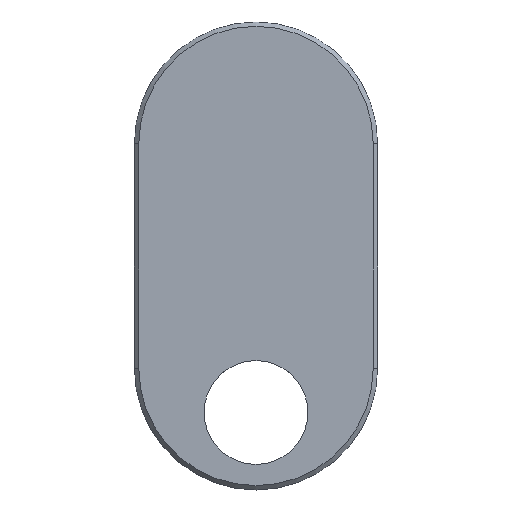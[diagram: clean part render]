
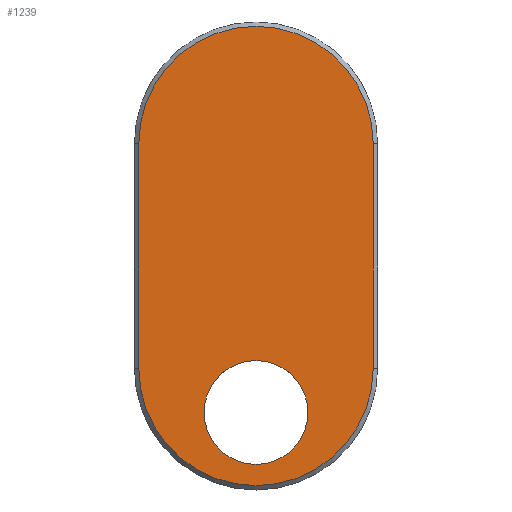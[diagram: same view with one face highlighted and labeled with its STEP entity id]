
A CAD part, top view. The second image highlights one B-rep face of the part: STEP entity #1239.
In plain terms, the highlighted planar face has unit normal (0, 0, 1).
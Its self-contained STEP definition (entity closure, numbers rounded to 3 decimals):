
#52=FACE_BOUND('',#219,.T.);
#82=CIRCLE('',#1346,21.45);
#84=CIRCLE('',#1350,21.45);
#89=CIRCLE('',#1358,9.5);
#141=FACE_OUTER_BOUND('',#218,.T.);
#218=EDGE_LOOP('',(#934,#935,#936,#937));
#219=EDGE_LOOP('',(#938));
#320=LINE('',#1972,#438);
#325=LINE('',#1986,#443);
#438=VECTOR('',#1560,10.);
#443=VECTOR('',#1573,10.);
#568=VERTEX_POINT('',#1969);
#569=VERTEX_POINT('',#1971);
#572=VERTEX_POINT('',#1978);
#574=VERTEX_POINT('',#1984);
#583=VERTEX_POINT('',#2013);
#697=EDGE_CURVE('',#568,#569,#320,.T.);
#701=EDGE_CURVE('',#572,#568,#82,.T.);
#704=EDGE_CURVE('',#574,#572,#325,.T.);
#706=EDGE_CURVE('',#569,#574,#84,.T.);
#719=EDGE_CURVE('',#583,#583,#89,.T.);
#934=ORIENTED_EDGE('',*,*,#697,.F.);
#935=ORIENTED_EDGE('',*,*,#701,.F.);
#936=ORIENTED_EDGE('',*,*,#704,.F.);
#937=ORIENTED_EDGE('',*,*,#706,.F.);
#938=ORIENTED_EDGE('',*,*,#719,.T.);
#1194=PLANE('',#1357);
#1239=ADVANCED_FACE('',(#141,#52),#1194,.F.);
#1346=AXIS2_PLACEMENT_3D('',#1980,#1566,#1567);
#1350=AXIS2_PLACEMENT_3D('',#1989,#1577,#1578);
#1357=AXIS2_PLACEMENT_3D('',#2012,#1599,#1600);
#1358=AXIS2_PLACEMENT_3D('',#2014,#1601,#1602);
#1560=DIRECTION('',(0.,-1.,0.));
#1566=DIRECTION('center_axis',(0.,0.,-1.));
#1567=DIRECTION('ref_axis',(1.,0.,0.));
#1573=DIRECTION('',(0.,1.,0.));
#1577=DIRECTION('center_axis',(0.,0.,-1.));
#1578=DIRECTION('ref_axis',(-1.,0.,0.));
#1599=DIRECTION('center_axis',(0.,0.,-1.));
#1600=DIRECTION('ref_axis',(-1.,0.,0.));
#1601=DIRECTION('center_axis',(0.,0.,-1.));
#1602=DIRECTION('ref_axis',(-1.,0.,0.));
#1969=CARTESIAN_POINT('',(38.2,41.197,21.));
#1971=CARTESIAN_POINT('',(38.2,0.085,21.));
#1972=CARTESIAN_POINT('',(38.2,10.363,21.));
#1978=CARTESIAN_POINT('',(-4.7,41.197,21.));
#1980=CARTESIAN_POINT('Origin',(16.75,41.197,21.));
#1984=CARTESIAN_POINT('',(-4.7,0.085,21.));
#1986=CARTESIAN_POINT('',(-4.7,30.919,21.));
#1989=CARTESIAN_POINT('Origin',(16.75,0.085,21.));
#2012=CARTESIAN_POINT('Origin',(16.75,20.641,21.));
#2013=CARTESIAN_POINT('',(26.25,-8.,21.));
#2014=CARTESIAN_POINT('Origin',(16.75,-8.,21.));
